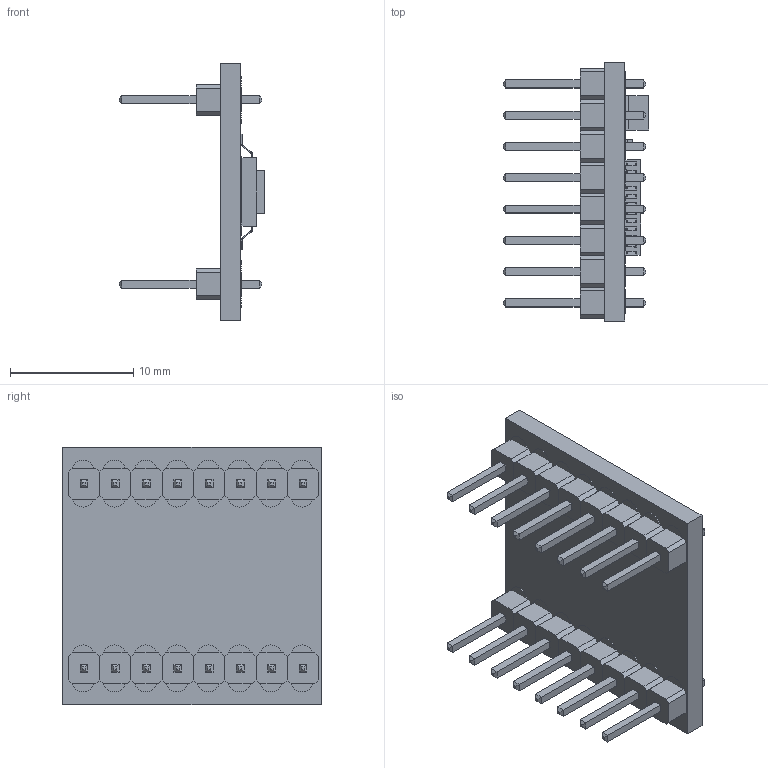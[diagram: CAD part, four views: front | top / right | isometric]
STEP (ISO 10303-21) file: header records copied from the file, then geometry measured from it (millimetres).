
FILE_DESCRIPTION(/* description */ (''),/* implementation_level */ '2;1');
FILE_NAME(/* name */ 'MP6612.stp',/* time_stamp */ '2020-04-08T16:56:56+07:00',/* author */ ('Trung'),/* organization */ (''),/* preprocessor_version */ 'ST-DEVELOPER v16.13',/* originating_system */ 'Autodesk Inventor 2018',/* authorisation */ '');
FILE_SCHEMA (('AUTOMOTIVE_DESIGN { 1 0 10303 214 3 1 1 }'));
Length unit declared in the file: millimetre
Products named in the file (4): Assembly1; 1; 2; 2_MIR1
Assembly tree (3 placements, depth 2):
  Assembly1
    1
    2
    2_MIR1
Bounding box: 11.78 x 20.98 x 20.9 mm (x, y, z)
Volume: 1046.5 mm3; surface area: 2257.8 mm2
Topology: 33 solids, 33 shells, 1311 faces, 3348 edges, 2168 vertices
Faces by surface type: plane 1015, cylinder 185, bspline 111
Full cylindrical faces by diameter (mm): 0.635 x2, 0.762 x16, 1.27 x1
Entity records: 45908 total; most frequent: CARTESIAN_POINT 13254, ORIENTED_EDGE 6658, DIRECTION 5891, EDGE_CURVE 3329, LINE 2737, VECTOR 2737, VERTEX_POINT 2168, AXIS2_PLACEMENT_3D 1577
